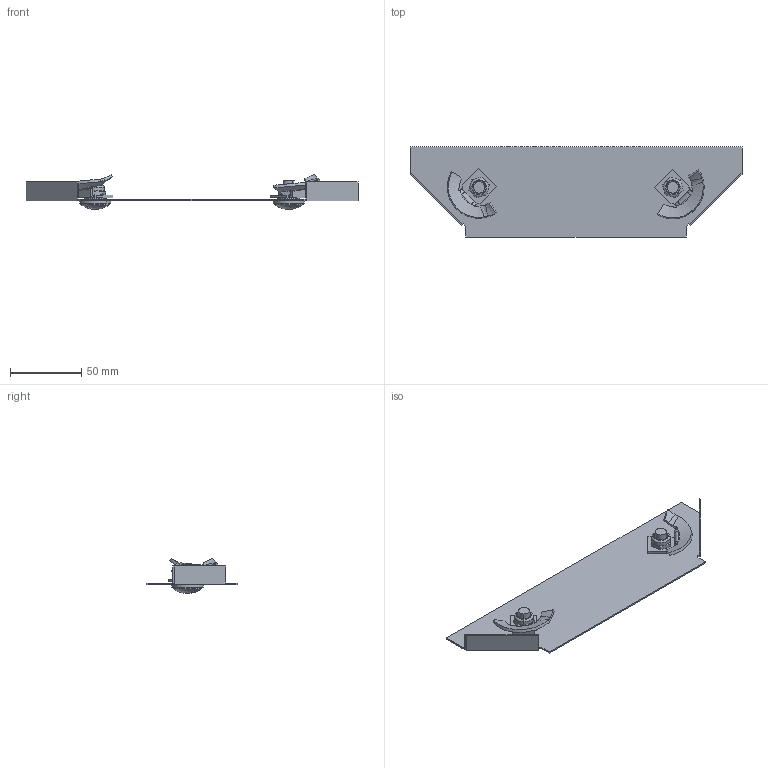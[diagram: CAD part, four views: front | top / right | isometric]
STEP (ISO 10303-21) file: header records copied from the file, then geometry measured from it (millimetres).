
FILE_DESCRIPTION (( 'STEP AP214' ), '1' );
FILE_NAME ('7138722.stp', '2019-12-03T13:06:02', ( '' ), ( '' ), 'SwSTEP 2.0', 'SolidWorks 2018', '' );
FILE_SCHEMA (( 'AUTOMOTIVE_DESIGN' ));
Length unit declared in the file: millimetre
Products named in the file (6): 048420_NB=150 d-16,5 f〉 Helix-Drehriegel; 7138722; KTS 08.083-001_Standard; 099600_Standard; KTS 14.002-012_M8x16; 020263_DIN EN ISO 10511 - M8 
Assembly tree (9 placements, depth 2):
  7138722
    048420_NB=150 d-16,5 f〉 Helix-Drehriegel
    KTS 08.083-001_Standard  x2
    KTS 14.002-012_M8x16  x2
    099600_Standard  x2
    020263_DIN EN ISO 10511 - M8   x2
Bounding box: 232.28 x 63 x 24.53 mm (x, y, z)
Volume: 22809.4 mm3; surface area: 37255 mm2
Topology: 9 solids, 9 shells, 244 faces, 590 edges, 370 vertices
Faces by surface type: plane 96, bspline 68, cylinder 40, cone 28, torus 8, sphere 4
Entity records: 6082 total; most frequent: CARTESIAN_POINT 2945, ORIENTED_EDGE 656, DIRECTION 496, EDGE_CURVE 328, VERTEX_POINT 207, AXIS2_PLACEMENT_3D 182, EDGE_LOOP 147, FACE_OUTER_BOUND 134
